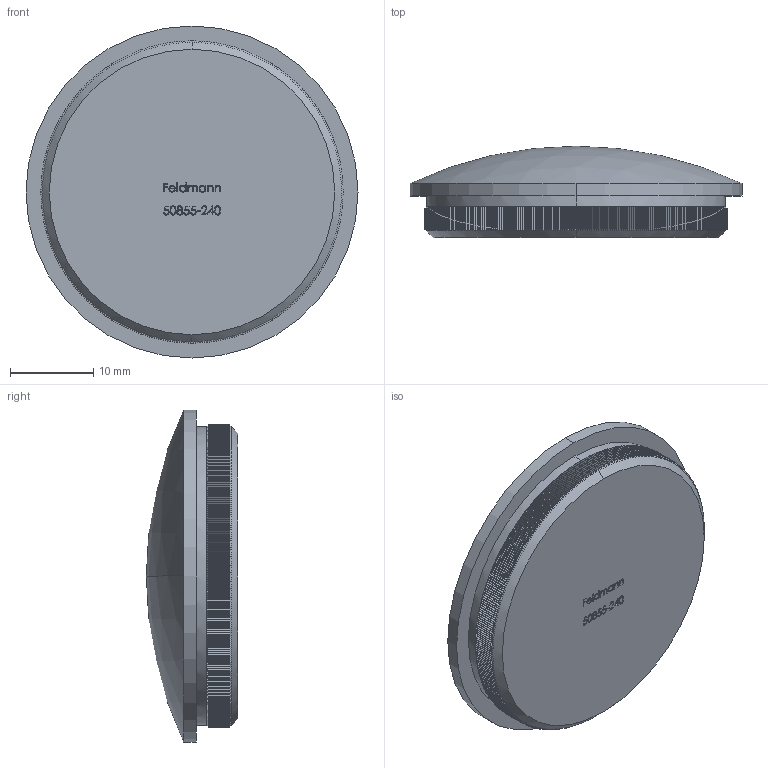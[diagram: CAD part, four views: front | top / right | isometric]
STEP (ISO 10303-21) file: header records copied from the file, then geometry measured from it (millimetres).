
FILE_DESCRIPTION (( 'STEP AP203' ), '1' );
FILE_NAME ('50855-240.step', '2018-12-03T10:27:57', ( '' ), ( '' ), 'SwSTEP 2.0', 'SolidWorks 2015', '' );
FILE_SCHEMA (( 'CONFIG_CONTROL_DESIGN' ));
Products named in the file (1): 50855-240
Bounding box: 40 x 11 x 40 mm (x, y, z)
Volume: 9850.6 mm3; surface area: 3559.4 mm2
Topology: 1 solids, 1 shells, 1883 faces, 4742 edges, 2887 vertices
Faces by surface type: plane 942, cylinder 414, cone 412, bspline 113, sphere 2
Entity records: 63501 total; most frequent: CARTESIAN_POINT 21674, ORIENTED_EDGE 9484, DIRECTION 7660, EDGE_CURVE 4742, AXIS2_PLACEMENT_3D 3013, VERTEX_POINT 2887, EDGE_LOOP 1909, FACE_OUTER_BOUND 1883
